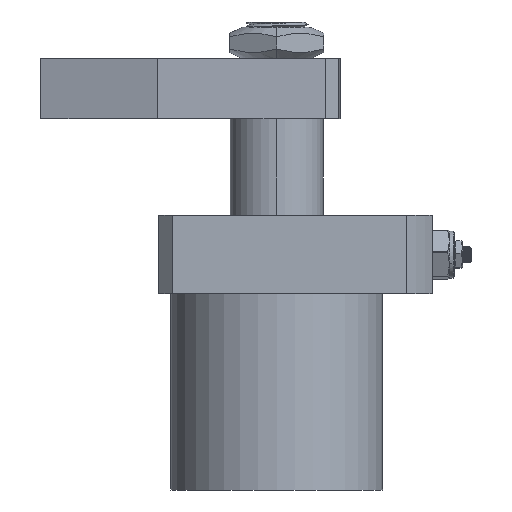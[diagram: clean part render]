
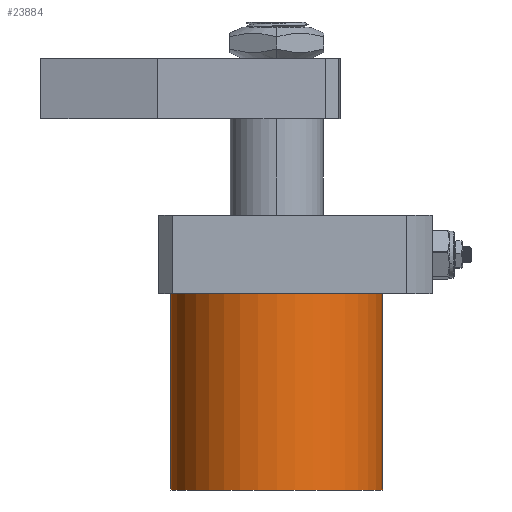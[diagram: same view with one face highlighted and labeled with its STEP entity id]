
A CAD part, front view. The second image highlights one B-rep face of the part: STEP entity #23884.
In plain terms, the highlighted cylindrical face has radius 40.5 mm (diameter 81 mm), a partial arc.
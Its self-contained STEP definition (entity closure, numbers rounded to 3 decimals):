
#1254 = CARTESIAN_POINT ( 'NONE',  ( 0., 0., 75. ) ) ;
#2388 = FACE_OUTER_BOUND ( 'NONE', #17493, .T. ) ;
#2881 = ORIENTED_EDGE ( 'NONE', *, *, #37022, .T. ) ;
#3703 = VERTEX_POINT ( 'NONE', #27400 ) ;
#5424 = CARTESIAN_POINT ( 'NONE',  ( -40.5, 0., 75. ) ) ;
#7560 = DIRECTION ( 'NONE',  ( 0., 0., -1. ) ) ;
#9126 = VECTOR ( 'NONE', #36145, 1000. ) ;
#9255 = CARTESIAN_POINT ( 'NONE',  ( 40.5, 0., 0. ) ) ;
#9300 = CARTESIAN_POINT ( 'NONE',  ( 40.5, 0., 75. ) ) ;
#9539 = ORIENTED_EDGE ( 'NONE', *, *, #24422, .T. ) ;
#10561 = DIRECTION ( 'NONE',  ( -1., 0., 0. ) ) ;
#10878 = VECTOR ( 'NONE', #17741, 1000. ) ;
#11213 = AXIS2_PLACEMENT_3D ( 'NONE', #1254, #7560, #10561 ) ;
#11587 = VERTEX_POINT ( 'NONE', #9255 ) ;
#12249 = CARTESIAN_POINT ( 'NONE',  ( 0., 0., 0. ) ) ;
#14781 = DIRECTION ( 'NONE',  ( 0., 0., 1. ) ) ;
#15046 = CYLINDRICAL_SURFACE ( 'NONE', #15751, 40.5 ) ;
#15751 = AXIS2_PLACEMENT_3D ( 'NONE', #34194, #19239, #18714 ) ;
#17103 = EDGE_CURVE ( 'NONE', #30371, #11587, #18043, .T. ) ;
#17493 = EDGE_LOOP ( 'NONE', ( #31484, #9539, #2881, #20286 ) ) ;
#17741 = DIRECTION ( 'NONE',  ( 0., 0., -1. ) ) ;
#18043 = LINE ( 'NONE', #9300, #9126 ) ;
#18714 = DIRECTION ( 'NONE',  ( -1., 0., 0. ) ) ;
#19239 = DIRECTION ( 'NONE',  ( 0., 0., -1. ) ) ;
#20286 = ORIENTED_EDGE ( 'NONE', *, *, #33773, .T. ) ;
#22402 = CARTESIAN_POINT ( 'NONE',  ( 40.5, 0., 75. ) ) ;
#23884 = ADVANCED_FACE ( 'NONE', ( #2388 ), #15046, .T. ) ;
#24422 = EDGE_CURVE ( 'NONE', #30371, #34295, #37103, .T. ) ;
#26829 = LINE ( 'NONE', #5424, #10878 ) ;
#27400 = CARTESIAN_POINT ( 'NONE',  ( -40.5, 0., 0. ) ) ;
#28302 = CIRCLE ( 'NONE', #29726, 40.5 ) ;
#29534 = CARTESIAN_POINT ( 'NONE',  ( -40.5, 0., 75. ) ) ;
#29726 = AXIS2_PLACEMENT_3D ( 'NONE', #12249, #14781, #29950 ) ;
#29950 = DIRECTION ( 'NONE',  ( -1., 0., 0. ) ) ;
#30371 = VERTEX_POINT ( 'NONE', #22402 ) ;
#31484 = ORIENTED_EDGE ( 'NONE', *, *, #17103, .F. ) ;
#33773 = EDGE_CURVE ( 'NONE', #3703, #11587, #28302, .T. ) ;
#34194 = CARTESIAN_POINT ( 'NONE',  ( 0., 0., 75. ) ) ;
#34295 = VERTEX_POINT ( 'NONE', #29534 ) ;
#36145 = DIRECTION ( 'NONE',  ( 0., 0., -1. ) ) ;
#37022 = EDGE_CURVE ( 'NONE', #34295, #3703, #26829, .T. ) ;
#37103 = CIRCLE ( 'NONE', #11213, 40.5 ) ;
